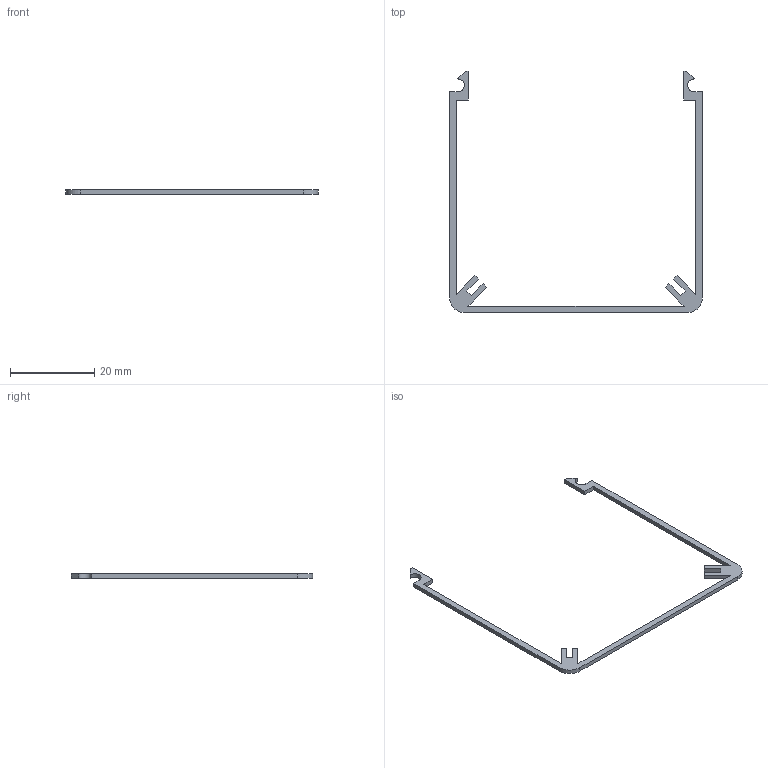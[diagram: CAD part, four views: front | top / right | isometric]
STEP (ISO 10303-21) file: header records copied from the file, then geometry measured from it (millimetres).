
FILE_DESCRIPTION(/* description */ (''),/* implementation_level */ '2;1');
FILE_NAME(/* name */ 'SP1270N.stp',/* time_stamp */ '2021-02-11T06:56:17+01:00',/* author */ ('hannahblosfeld'),/* organization */ (''),/* preprocessor_version */ 'ST-DEVELOPER v18',/* originating_system */ 'Autodesk Inventor 2020',/* authorisation */ '');
FILE_SCHEMA (('AUTOMOTIVE_DESIGN { 1 0 10303 214 3 1 1 }'));
Length unit declared in the file: millimetre
Products named in the file (1): SP127_extern
Bounding box: 60 x 57.3 x 1 mm (x, y, z)
Volume: 309.3 mm3; surface area: 1013.4 mm2
Topology: 1 solids, 1 shells, 36 faces, 102 edges, 68 vertices
Faces by surface type: plane 32, cylinder 4
Entity records: 1195 total; most frequent: CARTESIAN_POINT 207, ORIENTED_EDGE 204, DIRECTION 184, EDGE_CURVE 102, LINE 94, VECTOR 94, VERTEX_POINT 68, AXIS2_PLACEMENT_3D 45
